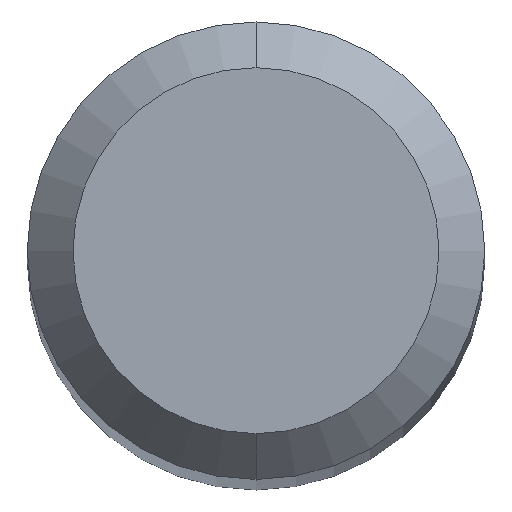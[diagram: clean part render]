
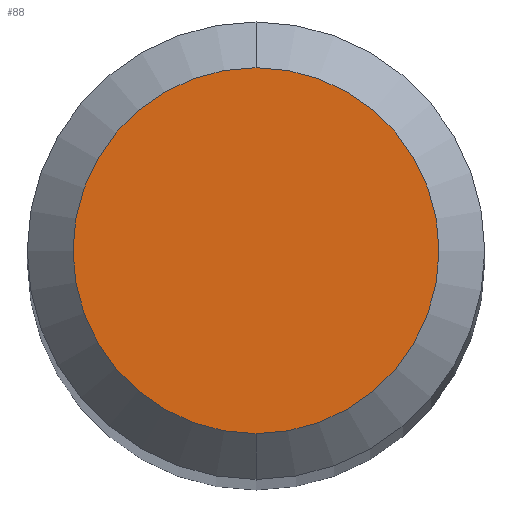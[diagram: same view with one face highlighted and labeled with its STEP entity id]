
A CAD part, top view. The second image highlights one B-rep face of the part: STEP entity #88.
In plain terms, the highlighted planar face has unit normal (0, 0, 1).
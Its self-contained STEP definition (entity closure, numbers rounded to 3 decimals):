
#1 = EDGE_CURVE ( 'NONE', #87, #106, #74, .T. ) ;
#15 = DIRECTION ( 'NONE',  ( 0., 0., 1. ) ) ;
#22 = CIRCLE ( 'NONE', #198, 3.83 ) ;
#24 = CARTESIAN_POINT ( 'NONE',  ( 0., 3.83, 0. ) ) ;
#43 = CARTESIAN_POINT ( 'NONE',  ( 0., -3.83, 0. ) ) ;
#51 = EDGE_LOOP ( 'NONE', ( #141, #152 ) ) ;
#56 = FACE_OUTER_BOUND ( 'NONE', #51, .T. ) ;
#66 = PLANE ( 'NONE',  #112 ) ;
#74 = CIRCLE ( 'NONE', #105, 3.83 ) ;
#87 = VERTEX_POINT ( 'NONE', #43 ) ;
#88 = ADVANCED_FACE ( 'NONE', ( #56 ), #66, .F. ) ;
#105 = AXIS2_PLACEMENT_3D ( 'NONE', #116, #15, #145 ) ;
#106 = VERTEX_POINT ( 'NONE', #24 ) ;
#111 = DIRECTION ( 'NONE',  ( 0., 1., 0. ) ) ;
#112 = AXIS2_PLACEMENT_3D ( 'NONE', #172, #129, #111 ) ;
#116 = CARTESIAN_POINT ( 'NONE',  ( 0., 0., 0. ) ) ;
#129 = DIRECTION ( 'NONE',  ( 0., 0., -1. ) ) ;
#134 = DIRECTION ( 'NONE',  ( 0., 1., 0. ) ) ;
#141 = ORIENTED_EDGE ( 'NONE', *, *, #199, .T. ) ;
#145 = DIRECTION ( 'NONE',  ( 0., 1., 0. ) ) ;
#152 = ORIENTED_EDGE ( 'NONE', *, *, #1, .T. ) ;
#163 = CARTESIAN_POINT ( 'NONE',  ( 0., 0., 0. ) ) ;
#172 = CARTESIAN_POINT ( 'NONE',  ( 0., 4.788, 0. ) ) ;
#198 = AXIS2_PLACEMENT_3D ( 'NONE', #163, #209, #134 ) ;
#199 = EDGE_CURVE ( 'NONE', #106, #87, #22, .T. ) ;
#209 = DIRECTION ( 'NONE',  ( 0., 0., 1. ) ) ;
